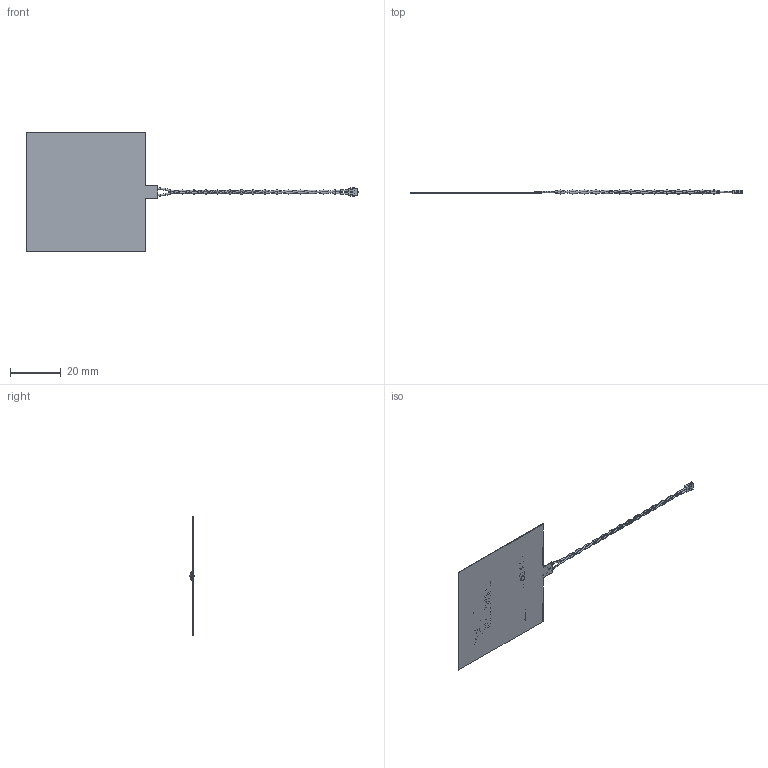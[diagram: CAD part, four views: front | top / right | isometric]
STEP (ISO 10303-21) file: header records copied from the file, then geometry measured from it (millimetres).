
FILE_DESCRIPTION (( 'STEP AP214' ), '1' );
FILE_NAME ('FXR.06.52.0075X.A_web.STEP', '2020-05-27T06:58:54', ( '' ), ( '' ), 'SwSTEP 2.0', 'SolidWorks 2017', '' );
FILE_SCHEMA (( 'AUTOMOTIVE_DESIGN' ));
Length unit declared in the file: millimetre
Products named in the file (8): PVDF Cable; ACH Connector(F); FXR.06.52.0075X.A_web; FXR.06.A.dg
Assembly tree (4 placements, depth 2):
  FXR.06.52.0075X.A_web
    PVDF Cable
  FXR.06.52.0075X.A_web
    FXR.06.A.dg
    PVDF Cable
    ACH Connector(F)
  ACH Connector(F)
  FXR.06.A.dg
Bounding box: 130.8 x 1.6 x 47 mm (x, y, z)
Volume: 740.5 mm3; surface area: 9405 mm2
Topology: 5 solids, 5 shells, 458 faces, 1242 edges, 830 vertices
Faces by surface type: plane 294, bspline 128, cylinder 28, torus 4, cone 4
Entity records: 24947 total; most frequent: CARTESIAN_POINT 9114, ORIENTED_EDGE 2470, DIRECTION 1699, EDGE_CURVE 1235, LINE 897, VECTOR 897, VERTEX_POINT 816, EDGE_LOOP 499
